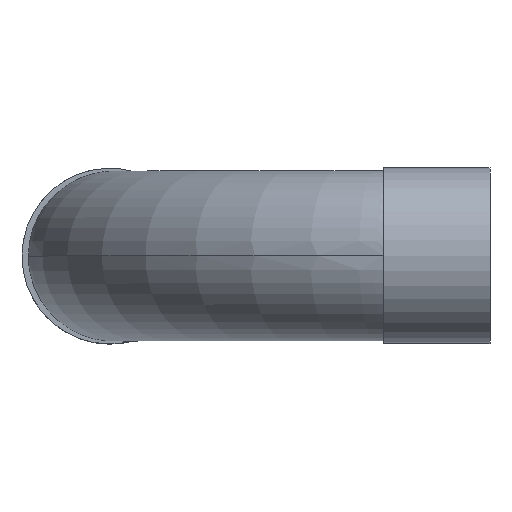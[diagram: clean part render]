
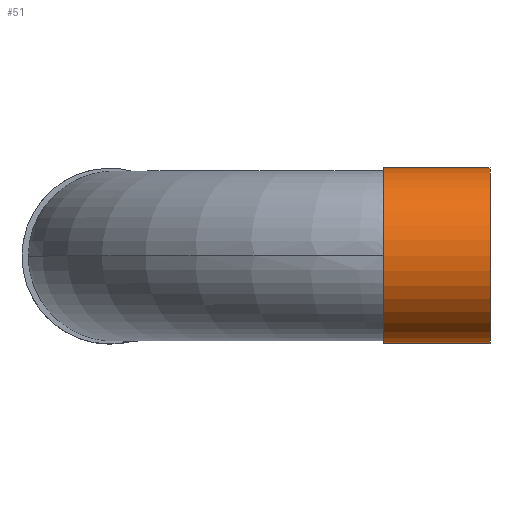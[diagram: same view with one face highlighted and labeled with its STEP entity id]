
A CAD part, top view. The second image highlights one B-rep face of the part: STEP entity #51.
In plain terms, the highlighted cylindrical face has radius 24.5 mm (diameter 49 mm), a partial arc.
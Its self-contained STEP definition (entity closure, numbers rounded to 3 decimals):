
#51=ADVANCED_FACE('',(#109),#110,.T.);
#109=FACE_OUTER_BOUND('',#175,.T.);
#110=CYLINDRICAL_SURFACE('',#176,24.5);
#175=EDGE_LOOP('',(#258,#259,#260,#261));
#176=AXIS2_PLACEMENT_3D('',#262,#263,#264);
#258=ORIENTED_EDGE('',*,*,#403,.F.);
#259=ORIENTED_EDGE('',*,*,#404,.F.);
#260=ORIENTED_EDGE('',*,*,#405,.F.);
#261=ORIENTED_EDGE('',*,*,#406,.F.);
#262=CARTESIAN_POINT('',(83.811,0.0,106.0));
#263=DIRECTION('',(-1.0,0.0,0.0));
#264=DIRECTION('',(0.0,-1.0,0.0));
#403=EDGE_CURVE('',#482,#483,#484,.T.);
#404=EDGE_CURVE('',#485,#482,#486,.T.);
#405=EDGE_CURVE('',#487,#485,#488,.T.);
#406=EDGE_CURVE('',#483,#487,#489,.T.);
#482=VERTEX_POINT('',#1048);
#483=VERTEX_POINT('',#1049);
#484=LINE('',#1050,#1051);
#485=VERTEX_POINT('',#1052);
#486=CIRCLE('',#1053,24.5);
#487=VERTEX_POINT('',#1054);
#488=LINE('',#1055,#1056);
#489=CIRCLE('',#1057,24.5);
#1048=CARTESIAN_POINT('',(106.0,-24.5,106.0));
#1049=CARTESIAN_POINT('',(76.414,-24.5,106.0));
#1050=CARTESIAN_POINT('',(83.811,-24.5,106.0));
#1051=VECTOR('',#1534,1.0);
#1052=CARTESIAN_POINT('',(106.0,24.5,106.0));
#1053=AXIS2_PLACEMENT_3D('',#1535,#1536,#1537);
#1054=CARTESIAN_POINT('',(76.414,24.5,106.0));
#1055=CARTESIAN_POINT('',(83.811,24.5,106.0));
#1056=VECTOR('',#1538,1.0);
#1057=AXIS2_PLACEMENT_3D('',#1539,#1540,#1541);
#1534=DIRECTION('',(-1.0,0.0,0.0));
#1535=CARTESIAN_POINT('',(106.0,0.0,106.0));
#1536=DIRECTION('',(1.0,0.0,0.0));
#1537=DIRECTION('',(0.0,-1.0,0.0));
#1538=DIRECTION('',(1.0,-0.0,-0.0));
#1539=CARTESIAN_POINT('',(76.414,0.0,106.0));
#1540=DIRECTION('',(-1.0,0.0,0.0));
#1541=DIRECTION('',(0.0,-1.0,0.0));
